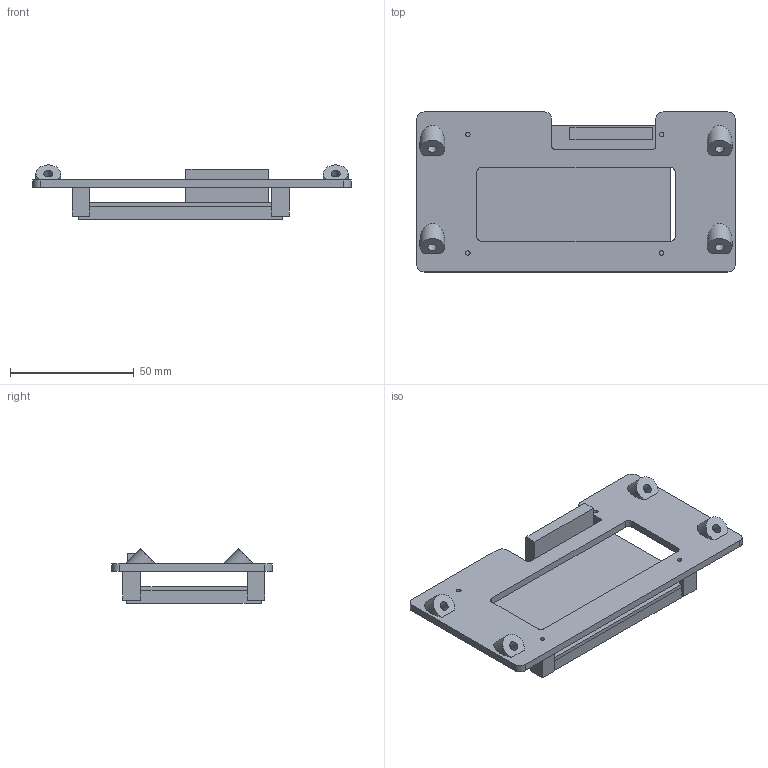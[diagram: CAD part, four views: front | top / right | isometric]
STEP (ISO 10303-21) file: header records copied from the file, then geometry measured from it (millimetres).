
FILE_DESCRIPTION(('Open CASCADE Model'),'2;1');
FILE_NAME('Open CASCADE Shape Model','2023-05-01T21:18:04',('Author'),( 'Open CASCADE'),'Open CASCADE STEP processor 7.7','Open CASCADE 7.7' ,'Unknown');
FILE_SCHEMA(('AUTOMOTIVE_DESIGN { 1 0 10303 214 1 1 1 1 }'));
Length unit declared in the file: millimetre
Products named in the file (7): Open CASCADE STEP translator 7.7 51; Open CASCADE STEP translator 7.7 51.1; Open CASCADE STEP translator 7.7 51.2; Open CASCADE STEP translator 7.7 51.2.1; Open CASCADE STEP translator 7.7 51.2.2; Open CASCADE STEP translator 7.7 51.2.3; Open CASCADE STEP translator 7.7 51.3
Assembly tree (9 placements, depth 3):
  Open CASCADE STEP translator 7.7 51
    Open CASCADE STEP translator 7.7 51.1
    Open CASCADE STEP translator 7.7 51.2
      Open CASCADE STEP translator 7.7 51.2.1
      Open CASCADE STEP translator 7.7 51.2.2
      Open CASCADE STEP translator 7.7 51.2.3
    Open CASCADE STEP translator 7.7 51.3  x4
Bounding box: 128.5 x 64.6 x 21.88 mm (x, y, z)
Volume: 49479.5 mm3; surface area: 36359.1 mm2
Topology: 8 solids, 8 shells, 120 faces, 292 edges, 196 vertices
Faces by surface type: plane 88, cylinder 32
Full cylindrical faces by diameter (mm): 1.8 x4, 2.4 x4, 3.6 x4, 6.8 x4
Entity records: 5276 total; most frequent: CARTESIAN_POINT 1108, DIRECTION 791, LINE 435, VECTOR 435, ORIENTED_EDGE 386, PCURVE 386, DEFINITIONAL_REPRESENTATION 386, EDGE_CURVE 193
